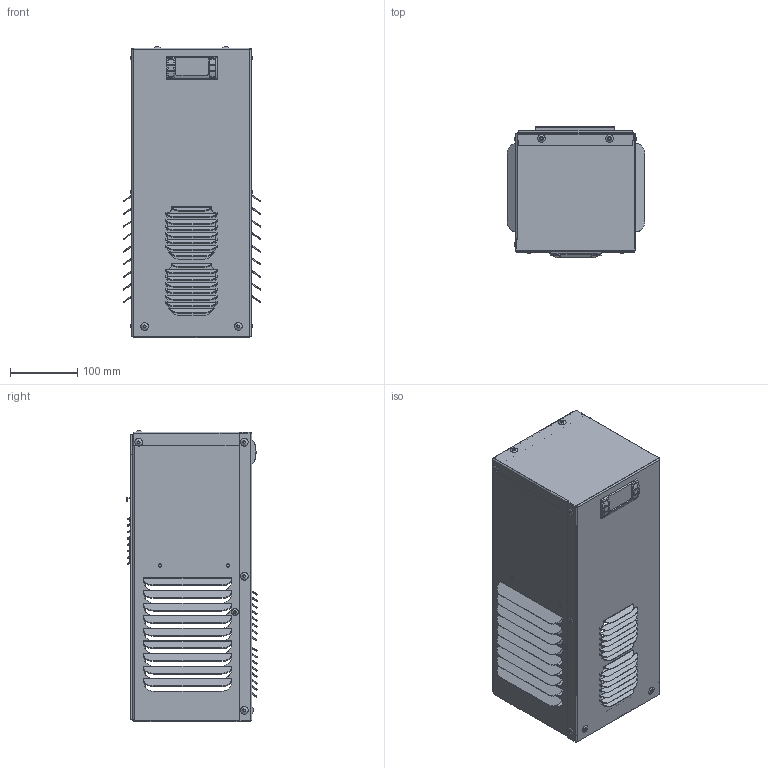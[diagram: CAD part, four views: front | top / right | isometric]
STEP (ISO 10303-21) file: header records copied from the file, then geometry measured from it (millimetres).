
FILE_DESCRIPTION (( 'STEP AP214' ), '1' );
FILE_NAME ('TA20-010-48D-4X.STEP', '2020-03-17T15:24:04', ( '' ), ( '' ), 'SwSTEP 2.0', 'SolidWorks 2019', '' );
FILE_SCHEMA (( 'AUTOMOTIVE_DESIGN' ));
Length unit declared in the file: inch
Products named in the file (1): TA20-010-48D-4X
Bounding box: 205.2 x 195.69 x 434.13 mm (x, y, z)
Volume: 1528570.2 mm3; surface area: 1134052.6 mm2
Topology: 70 solids, 70 shells, 3570 faces, 9467 edges, 6037 vertices
Faces by surface type: plane 1682, cylinder 1401, bspline 387, cone 90, torus 10
Entity records: 141855 total; most frequent: CARTESIAN_POINT 38174, ORIENTED_EDGE 18884, DIRECTION 17754, EDGE_CURVE 9442, AXIS2_PLACEMENT_3D 6214, VERTEX_POINT 6035, VECTOR 5326, LINE 5326
